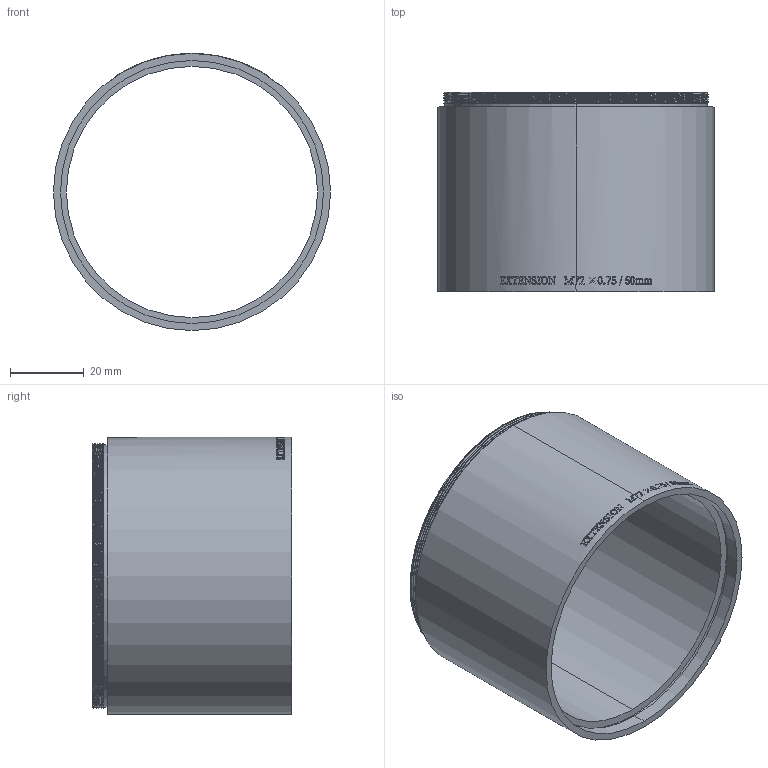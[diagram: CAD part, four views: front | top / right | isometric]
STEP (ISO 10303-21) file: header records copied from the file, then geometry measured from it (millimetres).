
FILE_DESCRIPTION (( 'STEP AP203' ), '1' );
FILE_NAME ('50mm.STEP', '2020-06-01T08:08:46', ( '' ), ( '' ), 'SwSTEP 2.0', 'SolidWorks 2019', '' );
FILE_SCHEMA (( 'CONFIG_CONTROL_DESIGN' ));
Length unit declared in the file: millimetre
Products named in the file (1): 50mm
Bounding box: 75 x 54 x 75 mm (x, y, z)
Volume: 39078.8 mm3; surface area: 26554.3 mm2
Topology: 1 solids, 1 shells, 57 faces, 995 edges, 968 vertices
Faces by surface type: cylinder 45, plane 6, cone 3, bspline 3
Entity records: 16715 total; most frequent: CARTESIAN_POINT 10974, ORIENTED_EDGE 1990, EDGE_CURVE 995, VERTEX_POINT 968, B_SPLINE_CURVE_WITH_KNOTS 863, DIRECTION 278, AXIS2_PLACEMENT_3D 110, EDGE_LOOP 87
